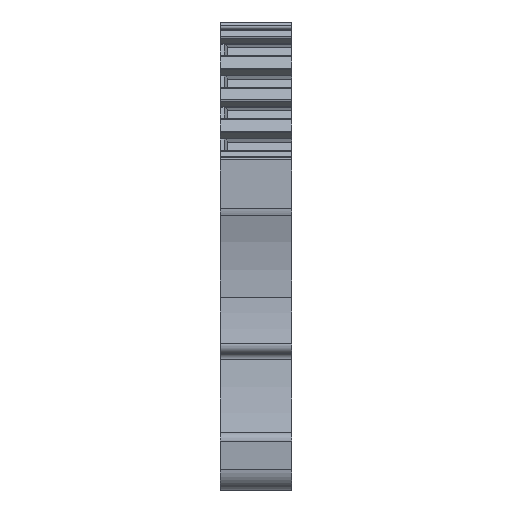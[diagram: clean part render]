
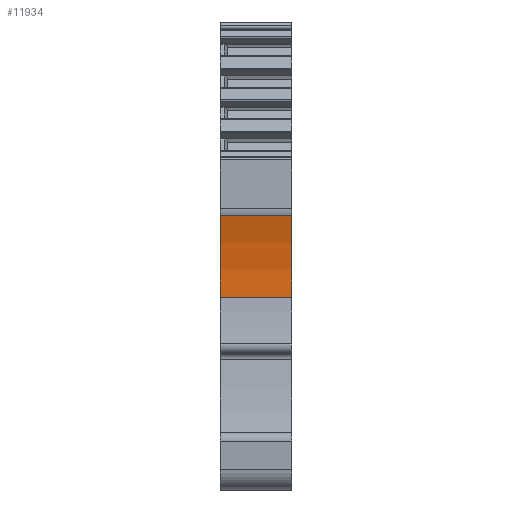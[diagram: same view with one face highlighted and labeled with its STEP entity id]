
A CAD part, front view. The second image highlights one B-rep face of the part: STEP entity #11934.
In plain terms, the highlighted cylindrical face has radius 20 mm (diameter 40 mm), a partial arc.
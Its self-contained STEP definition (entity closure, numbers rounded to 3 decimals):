
#2624=AXIS2_PLACEMENT_3D('Circle Axis2P3D',#2622,#2623,$) ;
#11907=AXIS2_PLACEMENT_3D('Cylinder Axis2P3D',#11904,#11905,#11906) ;
#11925=AXIS2_PLACEMENT_3D('Circle Axis2P3D',#11923,#11924,$) ;
#2619=CARTESIAN_POINT('Vertex',(6.5,0.099,25.058)) ;
#2622=CARTESIAN_POINT('Axis2P3D Location',(6.5,-18.911,18.843)) ;
#2626=CARTESIAN_POINT('Vertex',(6.5,1.048,17.569)) ;
#11904=CARTESIAN_POINT('Axis2P3D Location',(3.25,-18.911,18.843)) ;
#11909=CARTESIAN_POINT('Line Origine',(3.25,1.048,17.569)) ;
#11913=CARTESIAN_POINT('Vertex',(0.,1.048,17.569)) ;
#11916=CARTESIAN_POINT('Line Origine',(3.25,0.099,25.058)) ;
#11920=CARTESIAN_POINT('Vertex',(0.,0.099,25.058)) ;
#11923=CARTESIAN_POINT('Axis2P3D Location',(0.,-18.911,18.843)) ;
#2623=DIRECTION('Axis2P3D Direction',(-1.,0.,0.)) ;
#11905=DIRECTION('Axis2P3D Direction',(-1.,0.,0.)) ;
#11906=DIRECTION('Axis2P3D XDirection',(0.,0.951,0.311)) ;
#11910=DIRECTION('Vector Direction',(-1.,0.,0.)) ;
#11917=DIRECTION('Vector Direction',(-1.,0.,0.)) ;
#11924=DIRECTION('Axis2P3D Direction',(-1.,0.,0.)) ;
#11911=VECTOR('Line Direction',#11910,1.) ;
#11918=VECTOR('Line Direction',#11917,1.) ;
#11929=ORIENTED_EDGE('',*,*,#11915,.F.) ;
#11930=ORIENTED_EDGE('',*,*,#2628,.T.) ;
#11931=ORIENTED_EDGE('',*,*,#11922,.T.) ;
#11932=ORIENTED_EDGE('',*,*,#11927,.F.) ;
#11934=ADVANCED_FACE('36508_KLTR_ZT4-4AN-2.1\\Hauptk\X2\00F6\X0\rper',(#11933),#11908,.F.) ;
#2625=CIRCLE('generated circle',#2624,20.) ;
#11926=CIRCLE('generated circle',#11925,20.) ;
#11908=CYLINDRICAL_SURFACE('generated cylinder',#11907,20.) ;
#2628=EDGE_CURVE('',#2627,#2620,#2625,.F.) ;
#11915=EDGE_CURVE('',#2627,#11914,#11912,.T.) ;
#11922=EDGE_CURVE('',#2620,#11921,#11919,.T.) ;
#11927=EDGE_CURVE('',#11914,#11921,#11926,.F.) ;
#11928=EDGE_LOOP('',(#11929,#11930,#11931,#11932)) ;
#11933=FACE_OUTER_BOUND('',#11928,.T.) ;
#11912=LINE('Line',#11909,#11911) ;
#11919=LINE('Line',#11916,#11918) ;
#2620=VERTEX_POINT('',#2619) ;
#2627=VERTEX_POINT('',#2626) ;
#11914=VERTEX_POINT('',#11913) ;
#11921=VERTEX_POINT('',#11920) ;
